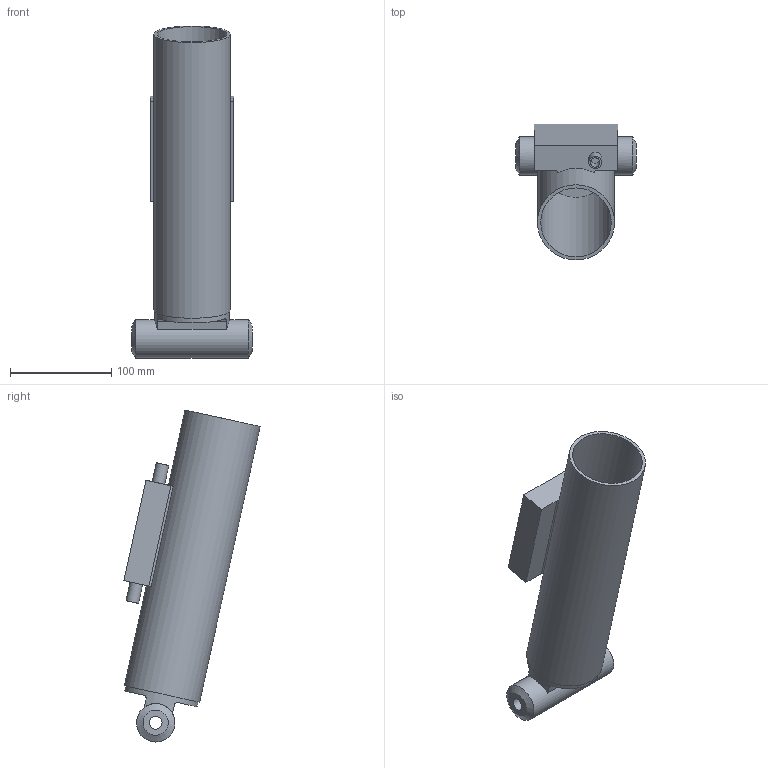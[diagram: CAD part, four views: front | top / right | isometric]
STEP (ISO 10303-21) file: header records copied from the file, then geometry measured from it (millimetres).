
FILE_DESCRIPTION( ( '' ), ' ' );
FILE_NAME( '5de613aa474f5a149d7a36cb.step', '2019-12-03T07:50:02', ( '' ), ( '' ), ' ', ' ', ' ' );
FILE_SCHEMA( ( 'AUTOMOTIVE_DESIGN { 1 0 10303 214 1 1 1 1 }' ) );
Length unit declared in the file: metre
Products named in the file (1): Part 70
Bounding box: 119.38 x 134.89 x 328.65 mm (x, y, z)
Volume: 581970.3 mm3; surface area: 176980.9 mm2
Topology: 1 solids, 1 shells, 35 faces, 76 edges, 50 vertices
Faces by surface type: plane 20, cylinder 13, cone 2
Full cylindrical faces by diameter (mm): 9.398 x2, 12.7 x3, 38.1 x1, 69.85 x1, 73.66 x1, 76.2 x1
Entity records: 1284 total; most frequent: CARTESIAN_POINT 266, DIRECTION 154, ORIENTED_EDGE 122, AXIS2_PLACEMENT_3D 63, EDGE_CURVE 61, EDGE_LOOP 56, VERTEX_POINT 47, FACE_OUTER_BOUND 44
